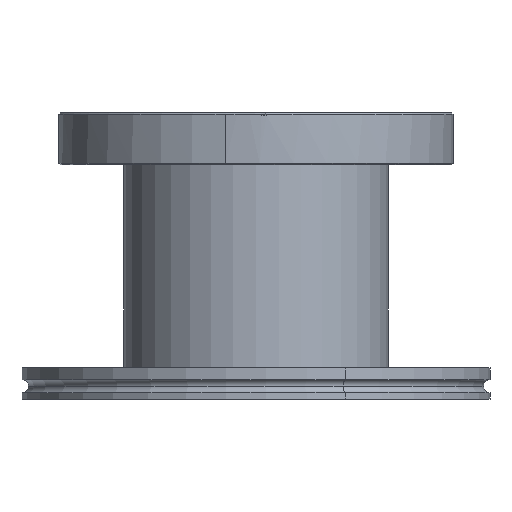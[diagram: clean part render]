
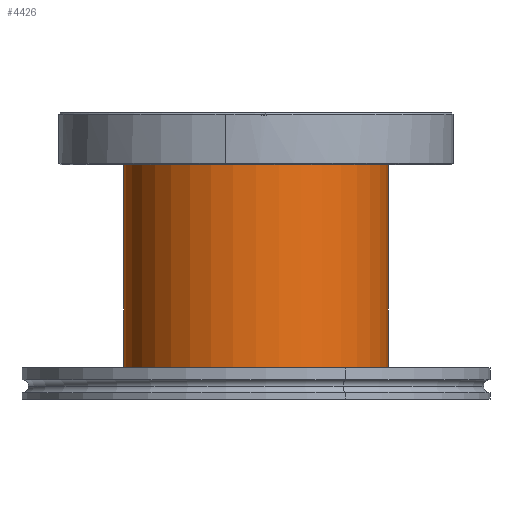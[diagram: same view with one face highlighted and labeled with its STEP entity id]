
A CAD part, front view. The second image highlights one B-rep face of the part: STEP entity #4426.
In plain terms, the highlighted cylindrical face has radius 50.8 mm (diameter 101.6 mm), a partial arc.
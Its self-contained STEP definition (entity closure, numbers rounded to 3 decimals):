
#50 = ORIENTED_EDGE ( 'NONE', *, *, #985, .F. ) ;
#69 = AXIS2_PLACEMENT_3D ( 'NONE', #3183, #1155, #352 ) ;
#82 = VECTOR ( 'NONE', #1322, 1000. ) ;
#211 = LINE ( 'NONE', #3766, #82 ) ;
#352 = DIRECTION ( 'NONE',  ( -1., 0., 0. ) ) ;
#511 = DIRECTION ( 'NONE',  ( 0., 0., 1. ) ) ;
#520 = FACE_OUTER_BOUND ( 'NONE', #2554, .T. ) ;
#583 = CARTESIAN_POINT ( 'NONE',  ( 50.8, 0., 46.25 ) ) ;
#794 = ORIENTED_EDGE ( 'NONE', *, *, #2760, .F. ) ;
#809 = EDGE_CURVE ( 'NONE', #1557, #3762, #1402, .T. ) ;
#985 = EDGE_CURVE ( 'NONE', #1557, #2022, #3124, .T. ) ;
#1119 = AXIS2_PLACEMENT_3D ( 'NONE', #4642, #2634, #2217 ) ;
#1155 = DIRECTION ( 'NONE',  ( 0., 0., -1. ) ) ;
#1322 = DIRECTION ( 'NONE',  ( 0., 0., -1. ) ) ;
#1402 = LINE ( 'NONE', #5145, #3326 ) ;
#1460 = EDGE_CURVE ( 'NONE', #3762, #4257, #4124, .T. ) ;
#1557 = VERTEX_POINT ( 'NONE', #3405 ) ;
#1866 = CARTESIAN_POINT ( 'NONE',  ( -50.8, 0., -46.25 ) ) ;
#2022 = VERTEX_POINT ( 'NONE', #583 ) ;
#2217 = DIRECTION ( 'NONE',  ( 1., 0., 0. ) ) ;
#2554 = EDGE_LOOP ( 'NONE', ( #794, #50, #4352, #5045 ) ) ;
#2634 = DIRECTION ( 'NONE',  ( 0., 0., 1. ) ) ;
#2760 = EDGE_CURVE ( 'NONE', #2022, #4257, #211, .T. ) ;
#2930 = CARTESIAN_POINT ( 'NONE',  ( 0., 0., -46.25 ) ) ;
#3124 = CIRCLE ( 'NONE', #1119, 50.8 ) ;
#3183 = CARTESIAN_POINT ( 'NONE',  ( 0., 0., 46.25 ) ) ;
#3326 = VECTOR ( 'NONE', #4322, 1000. ) ;
#3358 = DIRECTION ( 'NONE',  ( 1., 0., 0. ) ) ;
#3405 = CARTESIAN_POINT ( 'NONE',  ( -50.8, 0., 46.25 ) ) ;
#3522 = AXIS2_PLACEMENT_3D ( 'NONE', #2930, #511, #3358 ) ;
#3762 = VERTEX_POINT ( 'NONE', #1866 ) ;
#3766 = CARTESIAN_POINT ( 'NONE',  ( 50.8, 0., 46.25 ) ) ;
#4124 = CIRCLE ( 'NONE', #3522, 50.8 ) ;
#4257 = VERTEX_POINT ( 'NONE', #5043 ) ;
#4322 = DIRECTION ( 'NONE',  ( 0., 0., -1. ) ) ;
#4352 = ORIENTED_EDGE ( 'NONE', *, *, #809, .T. ) ;
#4426 = ADVANCED_FACE ( 'NONE', ( #520 ), #4810, .T. ) ;
#4642 = CARTESIAN_POINT ( 'NONE',  ( 0., 0., 46.25 ) ) ;
#4810 = CYLINDRICAL_SURFACE ( 'NONE', #69, 50.8 ) ;
#5043 = CARTESIAN_POINT ( 'NONE',  ( 50.8, 0., -46.25 ) ) ;
#5045 = ORIENTED_EDGE ( 'NONE', *, *, #1460, .T. ) ;
#5145 = CARTESIAN_POINT ( 'NONE',  ( -50.8, 0., 46.25 ) ) ;
